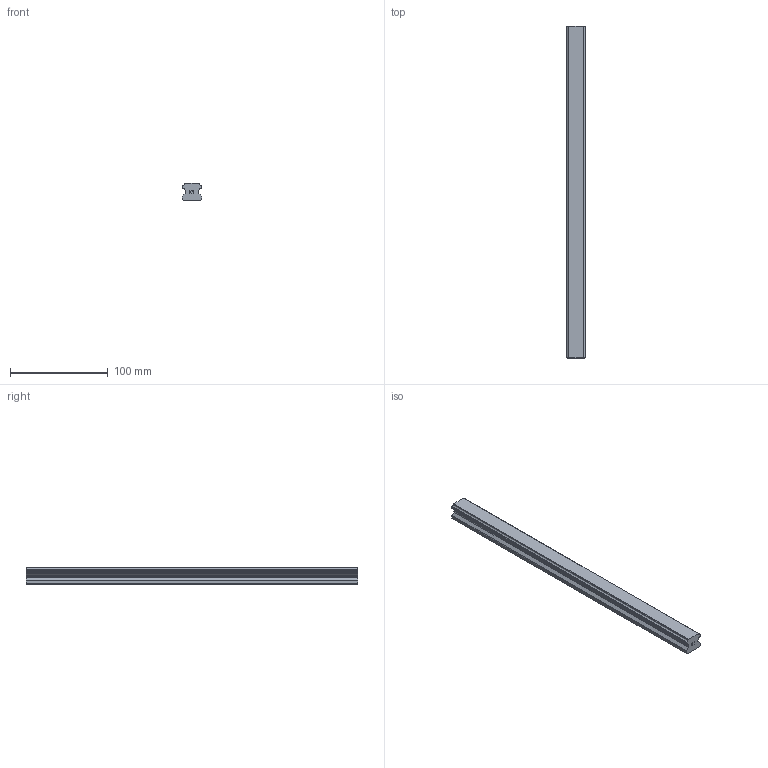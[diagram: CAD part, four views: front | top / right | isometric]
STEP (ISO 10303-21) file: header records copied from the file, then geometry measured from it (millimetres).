
FILE_DESCRIPTION(('STEP AP214'),'1');
FILE_NAME('cctmp_71574C54-AAFE-43CB-A53E-97A1D2AE4BDF_2021_01_21_15_35_57_0439..stp','2021-01-21T14:35:57',('HIWIN GmbH'),('CADClick - www.CADClick.com'),'Spatial InterOp 3D',' ','unknown authorization');
FILE_SCHEMA(('AUTOMOTIVE_DESIGN'));
Length unit declared in the file: millimetre
Products named in the file (1): HGR20T340C_FILE
Bounding box: 20 x 340 x 17.5 mm (x, y, z)
Volume: 100344.5 mm3; surface area: 27686.9 mm2
Topology: 1 solids, 1 shells, 131 faces, 363 edges, 232 vertices
Faces by surface type: plane 85, cylinder 34, cone 12
Entity records: 5137 total; most frequent: CARTESIAN_POINT 715, ORIENTED_EDGE 702, DIRECTION 683, EDGE_CURVE 351, LINE 283, VECTOR 283, VERTEX_POINT 232, AXIS2_PLACEMENT_3D 200
